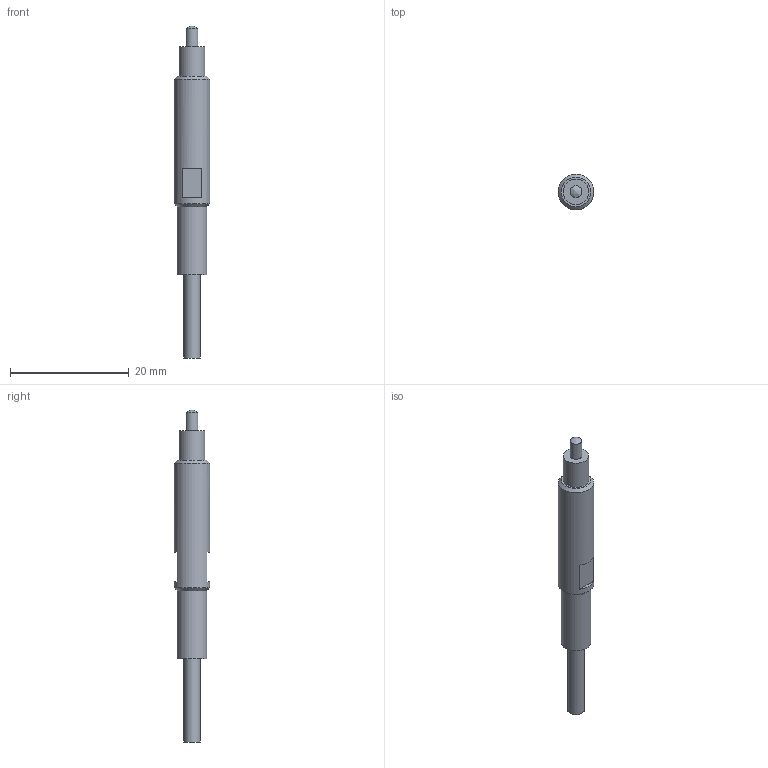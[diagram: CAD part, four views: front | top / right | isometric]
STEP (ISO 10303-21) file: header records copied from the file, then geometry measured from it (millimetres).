
FILE_DESCRIPTION (( 'STEP AP214' ), '1' );
FILE_NAME ('CS067A.STEP', '2024-07-10T15:58:21', ( '' ), ( '' ), 'SwSTEP 2.0', 'SolidWorks 2023', '' );
FILE_SCHEMA (( 'AUTOMOTIVE_DESIGN' ));
Length unit declared in the file: inch
Products named in the file (1): CS067A
Bounding box: 6 x 6 x 56 mm (x, y, z)
Volume: 1001.2 mm3; surface area: 853.3 mm2
Topology: 1 solids, 1 shells, 18 faces, 35 edges, 23 vertices
Faces by surface type: plane 10, cylinder 5, cone 2, bspline 1
Full cylindrical faces by diameter (mm): 2 x1, 2.8 x1, 4.3 x1, 5 x1, 6 x1
Entity records: 428 total; most frequent: CARTESIAN_POINT 76, DIRECTION 74, ORIENTED_EDGE 46, AXIS2_PLACEMENT_3D 33, EDGE_LOOP 30, EDGE_CURVE 23, FACE_OUTER_BOUND 23, VERTEX_POINT 19
